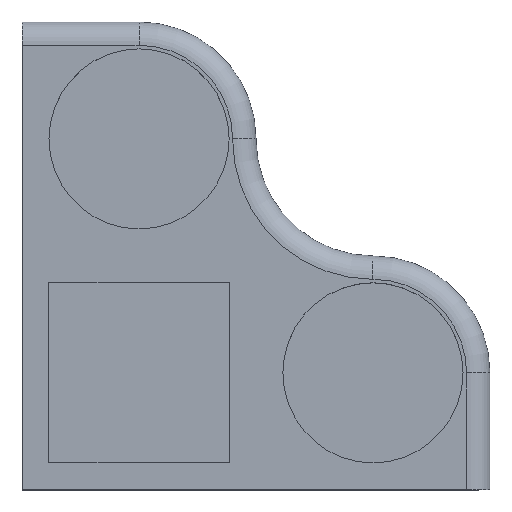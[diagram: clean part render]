
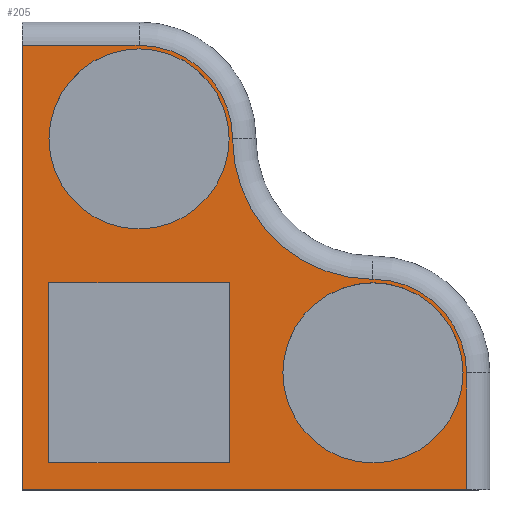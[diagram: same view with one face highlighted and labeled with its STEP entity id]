
A CAD part, top view. The second image highlights one B-rep face of the part: STEP entity #205.
In plain terms, the highlighted planar face has unit normal (0, 0, 1).
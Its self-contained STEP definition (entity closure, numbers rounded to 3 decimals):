
#32 = VERTEX_POINT('',#33);
#33 = CARTESIAN_POINT('',(20.,20.,8.));
#39 = EDGE_CURVE('',#32,#40,#42,.T.);
#40 = VERTEX_POINT('',#41);
#41 = CARTESIAN_POINT('',(20.,58.,8.));
#42 = LINE('',#43,#44);
#43 = CARTESIAN_POINT('',(20.,10.,8.));
#44 = VECTOR('',#45,1.);
#45 = DIRECTION('',(0.,1.,0.));
#186 = VERTEX_POINT('',#187);
#187 = CARTESIAN_POINT('',(30.,58.,8.));
#194 = EDGE_CURVE('',#186,#40,#195,.T.);
#195 = LINE('',#196,#197);
#196 = CARTESIAN_POINT('',(30.,58.,8.));
#197 = VECTOR('',#198,1.);
#198 = DIRECTION('',(-1.,-0.,-0.));
#205 = ADVANCED_FACE('',(#206,#251,#285,#296),#307,.T.);
#206 = FACE_BOUND('',#207,.T.);
#207 = EDGE_LOOP('',(#208,#209,#210,#218,#226,#235,#244));
#208 = ORIENTED_EDGE('',*,*,#194,.T.);
#209 = ORIENTED_EDGE('',*,*,#39,.F.);
#210 = ORIENTED_EDGE('',*,*,#211,.F.);
#211 = EDGE_CURVE('',#212,#32,#214,.T.);
#212 = VERTEX_POINT('',#213);
#213 = CARTESIAN_POINT('',(58.,20.,8.));
#214 = LINE('',#215,#216);
#215 = CARTESIAN_POINT('',(32.555,20.,8.));
#216 = VECTOR('',#217,1.);
#217 = DIRECTION('',(-1.,0.,0.));
#218 = ORIENTED_EDGE('',*,*,#219,.T.);
#219 = EDGE_CURVE('',#212,#220,#222,.T.);
#220 = VERTEX_POINT('',#221);
#221 = CARTESIAN_POINT('',(58.,30.,8.));
#222 = LINE('',#223,#224);
#223 = CARTESIAN_POINT('',(58.,-30.,8.));
#224 = VECTOR('',#225,1.);
#225 = DIRECTION('',(0.,1.,0.));
#226 = ORIENTED_EDGE('',*,*,#227,.T.);
#227 = EDGE_CURVE('',#220,#228,#230,.T.);
#228 = VERTEX_POINT('',#229);
#229 = CARTESIAN_POINT('',(50.,38.,8.));
#230 = CIRCLE('',#231,8.);
#231 = AXIS2_PLACEMENT_3D('',#232,#233,#234);
#232 = CARTESIAN_POINT('',(50.,30.,8.));
#233 = DIRECTION('',(0.,0.,1.));
#234 = DIRECTION('',(1.,0.,0.));
#235 = ORIENTED_EDGE('',*,*,#236,.T.);
#236 = EDGE_CURVE('',#228,#237,#239,.T.);
#237 = VERTEX_POINT('',#238);
#238 = CARTESIAN_POINT('',(38.,50.,8.));
#239 = CIRCLE('',#240,12.);
#240 = AXIS2_PLACEMENT_3D('',#241,#242,#243);
#241 = CARTESIAN_POINT('',(50.,50.,8.));
#242 = DIRECTION('',(-0.,0.,-1.));
#243 = DIRECTION('',(0.,-1.,0.));
#244 = ORIENTED_EDGE('',*,*,#245,.T.);
#245 = EDGE_CURVE('',#237,#186,#246,.T.);
#246 = CIRCLE('',#247,8.);
#247 = AXIS2_PLACEMENT_3D('',#248,#249,#250);
#248 = CARTESIAN_POINT('',(30.,50.,8.));
#249 = DIRECTION('',(0.,-0.,1.));
#250 = DIRECTION('',(1.,0.,0.));
#251 = FACE_BOUND('',#252,.T.);
#252 = EDGE_LOOP('',(#253,#263,#271,#279));
#253 = ORIENTED_EDGE('',*,*,#254,.T.);
#254 = EDGE_CURVE('',#255,#257,#259,.T.);
#255 = VERTEX_POINT('',#256);
#256 = CARTESIAN_POINT('',(37.7,22.3,8.));
#257 = VERTEX_POINT('',#258);
#258 = CARTESIAN_POINT('',(22.3,22.3,8.));
#259 = LINE('',#260,#261);
#260 = CARTESIAN_POINT('',(37.7,22.3,8.));
#261 = VECTOR('',#262,1.);
#262 = DIRECTION('',(-1.,0.,0.));
#263 = ORIENTED_EDGE('',*,*,#264,.T.);
#264 = EDGE_CURVE('',#257,#265,#267,.T.);
#265 = VERTEX_POINT('',#266);
#266 = CARTESIAN_POINT('',(22.3,37.7,8.));
#267 = LINE('',#268,#269);
#268 = CARTESIAN_POINT('',(22.3,22.3,8.));
#269 = VECTOR('',#270,1.);
#270 = DIRECTION('',(0.,1.,0.));
#271 = ORIENTED_EDGE('',*,*,#272,.T.);
#272 = EDGE_CURVE('',#265,#273,#275,.T.);
#273 = VERTEX_POINT('',#274);
#274 = CARTESIAN_POINT('',(37.7,37.7,8.));
#275 = LINE('',#276,#277);
#276 = CARTESIAN_POINT('',(22.3,37.7,8.));
#277 = VECTOR('',#278,1.);
#278 = DIRECTION('',(1.,0.,0.));
#279 = ORIENTED_EDGE('',*,*,#280,.T.);
#280 = EDGE_CURVE('',#273,#255,#281,.T.);
#281 = LINE('',#282,#283);
#282 = CARTESIAN_POINT('',(37.7,37.7,8.));
#283 = VECTOR('',#284,1.);
#284 = DIRECTION('',(0.,-1.,0.));
#285 = FACE_BOUND('',#286,.T.);
#286 = EDGE_LOOP('',(#287));
#287 = ORIENTED_EDGE('',*,*,#288,.F.);
#288 = EDGE_CURVE('',#289,#289,#291,.T.);
#289 = VERTEX_POINT('',#290);
#290 = CARTESIAN_POINT('',(57.7,30.,8.));
#291 = CIRCLE('',#292,7.7);
#292 = AXIS2_PLACEMENT_3D('',#293,#294,#295);
#293 = CARTESIAN_POINT('',(50.,30.,8.));
#294 = DIRECTION('',(0.,0.,1.));
#295 = DIRECTION('',(1.,0.,0.));
#296 = FACE_BOUND('',#297,.T.);
#297 = EDGE_LOOP('',(#298));
#298 = ORIENTED_EDGE('',*,*,#299,.F.);
#299 = EDGE_CURVE('',#300,#300,#302,.T.);
#300 = VERTEX_POINT('',#301);
#301 = CARTESIAN_POINT('',(37.7,50.,8.));
#302 = CIRCLE('',#303,7.7);
#303 = AXIS2_PLACEMENT_3D('',#304,#305,#306);
#304 = CARTESIAN_POINT('',(30.,50.,8.));
#305 = DIRECTION('',(0.,0.,1.));
#306 = DIRECTION('',(1.,0.,0.));
#307 = PLANE('',#308);
#308 = AXIS2_PLACEMENT_3D('',#309,#310,#311);
#309 = CARTESIAN_POINT('',(0.,0.,8.));
#310 = DIRECTION('',(0.,0.,1.));
#311 = DIRECTION('',(1.,0.,0.));
